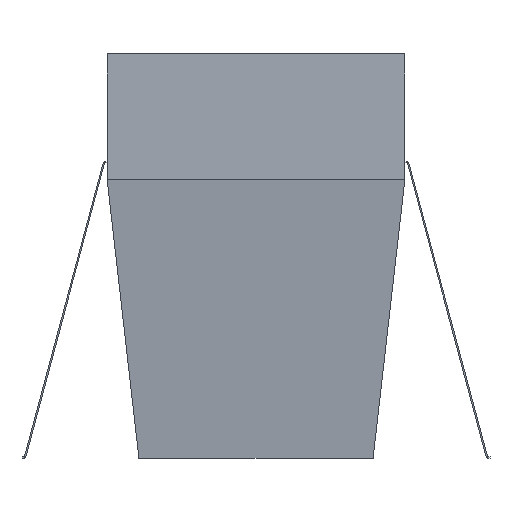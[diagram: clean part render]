
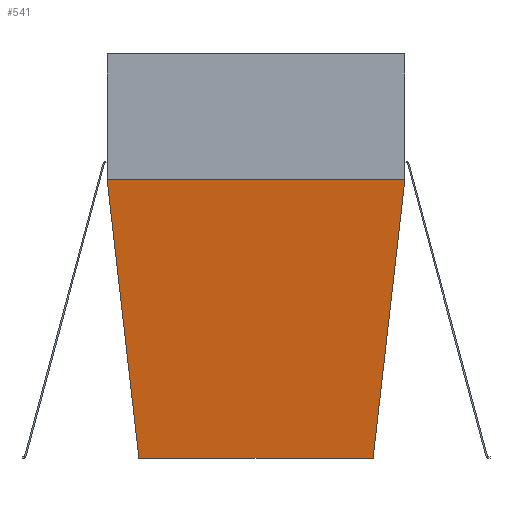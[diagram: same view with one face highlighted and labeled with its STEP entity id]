
A CAD part, front view. The second image highlights one B-rep face of the part: STEP entity #541.
In plain terms, the highlighted planar face has unit normal (0, -0.994, -0.114).
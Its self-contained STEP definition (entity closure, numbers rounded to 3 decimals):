
#317=CARTESIAN_POINT('',(1.118,-0.597,0.0));
#316=VERTEX_POINT('',#317);
#327=CARTESIAN_POINT('',(-1.118,-0.597,0.0));
#326=VERTEX_POINT('',#327);
#325=EDGE_CURVE('',#326,#316,#330,.T.);
#330=LINE('',#327,#332);
#332=VECTOR('',#333,2.235);
#333=DIRECTION('',(1.0,0.0,0.0));
#356=CARTESIAN_POINT('',(1.422,-0.902,2.666));
#355=VERTEX_POINT('',#356);
#358=CARTESIAN_POINT('',(-1.422,-0.902,2.666));
#357=VERTEX_POINT('',#358);
#354=EDGE_CURVE('',#355,#357,#359,.T.);
#359=LINE('',#356,#361);
#361=VECTOR('',#362,2.845);
#362=DIRECTION('',(-1.0,0.0,0.0));
#541=ADVANCED_FACE('',(#547),#542,.T.);
#542=PLANE('',#543);
#543=AXIS2_PLACEMENT_3D('',#544,#545,#546);
#544=CARTESIAN_POINT('',(-1.118,-0.597,0.0));
#545=DIRECTION('',(0.0,-0.994,-0.114));
#546=DIRECTION('',(0.,0.,1.));
#547=FACE_OUTER_BOUND('',#548,.T.);
#548=EDGE_LOOP('',(#549,#559,#569,#579));
#549=ORIENTED_EDGE('',*,*,#325,.T.);
#560=EDGE_CURVE('',#355,#316,#565,.T.);
#565=LINE('',#356,#567);
#567=VECTOR('',#568,2.701);
#568=DIRECTION('',(-0.113,0.113,-0.987));
#559=ORIENTED_EDGE('',*,*,#560,.F.);
#569=ORIENTED_EDGE('',*,*,#354,.T.);
#580=EDGE_CURVE('',#326,#357,#585,.T.);
#585=LINE('',#327,#587);
#587=VECTOR('',#588,2.701);
#588=DIRECTION('',(-0.113,-0.113,0.987));
#579=ORIENTED_EDGE('',*,*,#580,.F.);
